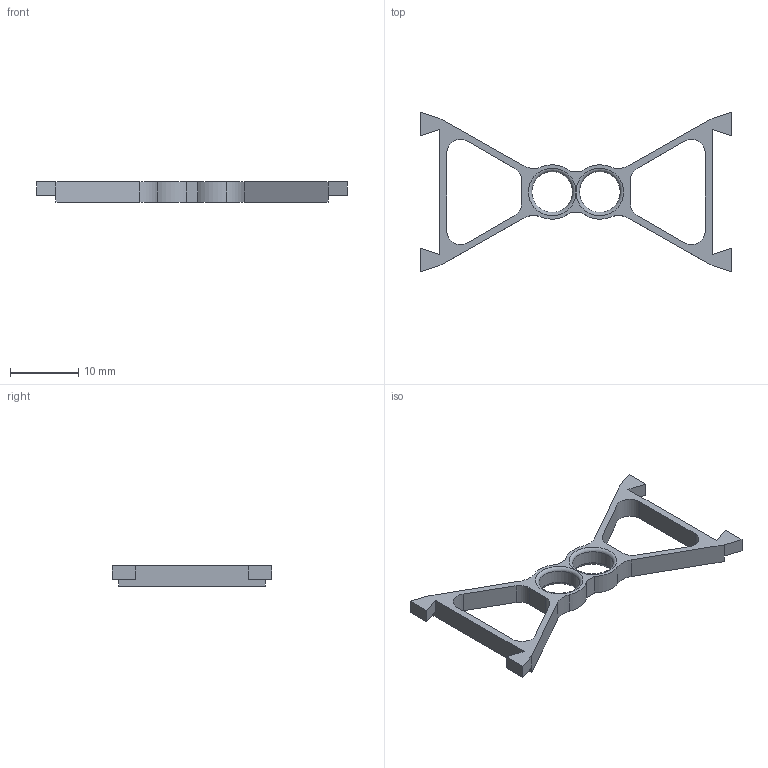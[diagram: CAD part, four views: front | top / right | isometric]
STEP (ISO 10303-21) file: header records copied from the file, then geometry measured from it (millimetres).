
FILE_DESCRIPTION(/* description */ (''),/* implementation_level */ '2;1');
FILE_NAME(/* name */ 'e88c9100-232a-4808-9382-2e0d02349894.stp',/* time_stamp */ '2019-01-08T13:46:29+00:00',/* author */ (''),/* organization */ (''),/* preprocessor_version */ 'ST-DEVELOPER v17.2',/* originating_system */ 'Autodesk Translation Framework v7.6.0.251',/* authorisation */ '');
FILE_SCHEMA (('AUTOMOTIVE_DESIGN { 1 0 10303 214 3 1 1 }'));
Length unit declared in the file: millimetre
Products named in the file (1): Spindle feed
Bounding box: 45.6 x 23.45 x 3 mm (x, y, z)
Volume: 534.6 mm3; surface area: 1195.5 mm2
Topology: 1 solids, 1 shells, 56 faces, 164 edges, 108 vertices
Faces by surface type: plane 34, cylinder 18, torus 4
Full cylindrical faces by diameter (mm): 6 x2
Entity records: 1926 total; most frequent: DIRECTION 332, CARTESIAN_POINT 329, ORIENTED_EDGE 328, EDGE_CURVE 164, AXIS2_PLACEMENT_3D 111, LINE 110, VECTOR 110, VERTEX_POINT 108
